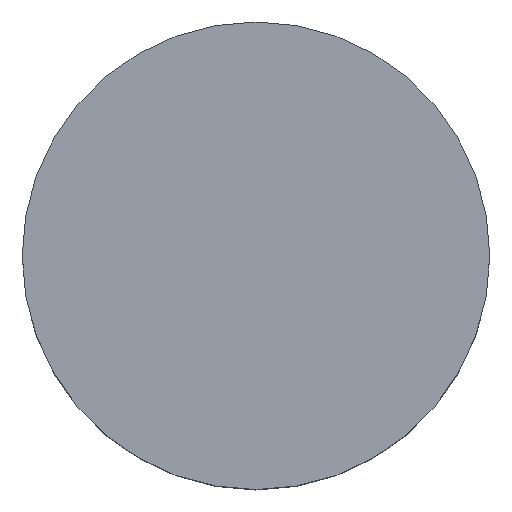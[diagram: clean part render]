
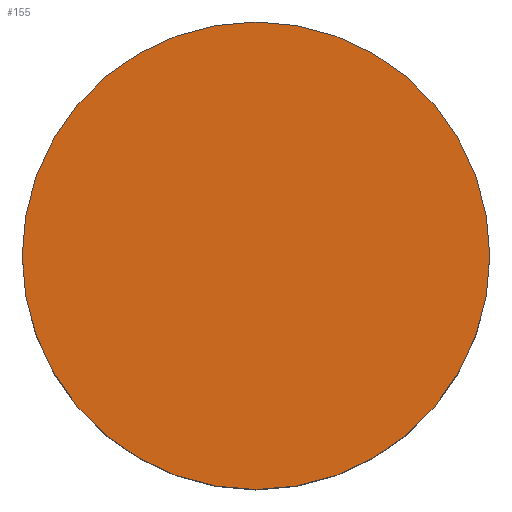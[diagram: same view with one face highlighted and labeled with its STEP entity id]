
A CAD part, top view. The second image highlights one B-rep face of the part: STEP entity #155.
In plain terms, the highlighted planar face has unit normal (0, 0, 1).
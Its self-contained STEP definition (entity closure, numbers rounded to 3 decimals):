
#13 = DIRECTION ( 'NONE',  ( 0., 0., 1. ) ) ;
#27 = EDGE_CURVE ( 'NONE', #32, #310, #51, .T. ) ;
#32 = VERTEX_POINT ( 'NONE', #353 ) ;
#33 = ORIENTED_EDGE ( 'NONE', *, *, #134, .T. ) ;
#38 = DIRECTION ( 'NONE',  ( 1., 0., 0. ) ) ;
#51 = CIRCLE ( 'NONE', #235, 3. ) ;
#100 = CARTESIAN_POINT ( 'NONE',  ( 0., 0., 0. ) ) ;
#101 = DIRECTION ( 'NONE',  ( 0., 0., 1. ) ) ;
#113 = AXIS2_PLACEMENT_3D ( 'NONE', #129, #175, #38 ) ;
#124 = EDGE_LOOP ( 'NONE', ( #33, #250 ) ) ;
#129 = CARTESIAN_POINT ( 'NONE',  ( 0., 0., 0. ) ) ;
#134 = EDGE_CURVE ( 'NONE', #310, #32, #221, .T. ) ;
#147 = AXIS2_PLACEMENT_3D ( 'NONE', #100, #13, #207 ) ;
#155 = ADVANCED_FACE ( 'NONE', ( #212 ), #259, .T. ) ;
#175 = DIRECTION ( 'NONE',  ( 0., 0., 1. ) ) ;
#207 = DIRECTION ( 'NONE',  ( 1., 0., 0. ) ) ;
#208 = DIRECTION ( 'NONE',  ( 1., 0., 0. ) ) ;
#212 = FACE_OUTER_BOUND ( 'NONE', #124, .T. ) ;
#221 = CIRCLE ( 'NONE', #147, 3. ) ;
#235 = AXIS2_PLACEMENT_3D ( 'NONE', #284, #101, #208 ) ;
#250 = ORIENTED_EDGE ( 'NONE', *, *, #27, .T. ) ;
#259 = PLANE ( 'NONE',  #113 ) ;
#284 = CARTESIAN_POINT ( 'NONE',  ( 0., 0., 0. ) ) ;
#309 = CARTESIAN_POINT ( 'NONE',  ( 3., 0., 0. ) ) ;
#310 = VERTEX_POINT ( 'NONE', #309 ) ;
#353 = CARTESIAN_POINT ( 'NONE',  ( -3., 0., 0. ) ) ;
